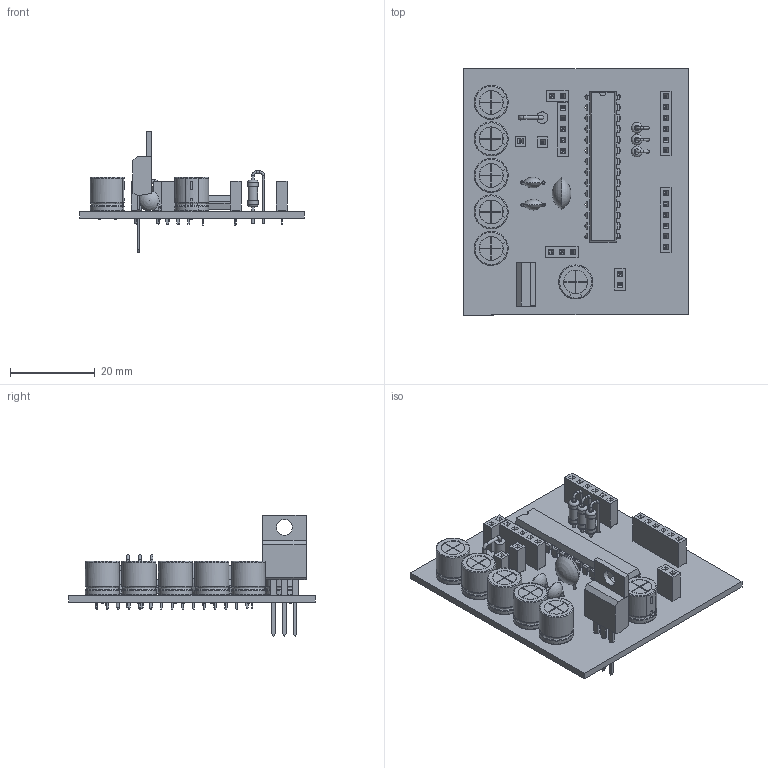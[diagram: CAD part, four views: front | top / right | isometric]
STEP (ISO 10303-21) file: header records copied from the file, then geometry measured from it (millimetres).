
FILE_DESCRIPTION(('KiCad electronic assembly'),'2;1');
FILE_NAME('pcb atmega.step','2024-08-22T15:35:37',('Pcbnew'),('Kicad'), 'Open CASCADE STEP processor 7.6','KiCad to STEP converter','Unknown' );
FILE_SCHEMA(('AUTOMOTIVE_DESIGN { 1 0 10303 214 1 1 1 1 }'));
Length unit declared in the file: millimetre
Products named in the file (26): pcb atmega 1; PinSocket_1x02_P2.54mm_Vertical; PinSocket_1x02_P254mm_Vertical; C_Disc_D4.7mm_W2.5mm_P5.00mm; C_Disc_D47mm_W25mm_P500mm; R_Axial_DIN0207_L6.3mm_D2.5mm_P2.54mm_Vertical; R_Axial_DIN0207_L63mm_D25mm_P254mm_Vertical; PinSocket_1x03_P2.54mm_Vertical; PinSocket_1x03_P254mm_Vertical; PinSocket_1x01_P2.54mm_Vertical; PinSocket_1x01_P254mm_Vertical; PinSocket_1x05_P2.54mm_Vertical; PinSocket_1x05_P254mm_Vertical; PinSocket_1x06_P2.54mm_Vertical; PinSocket_1x06_P254mm_Vertical; D_DO-41_SOD81_P5.08mm_Vertical_AnodeUp; CP_Radial_D8.0mm_P3.80mm; CP_Radial_D80mm_P380mm; C_Disc_D7.5mm_W4.4mm_P5.00mm; C_Disc_D75mm_W44mm_P500mm; DIP-28_W7.62mm; TO-220-3_Vertical; _autosave-pcb atmega_PCB
Assembly tree (36 placements, depth 3):
  pcb atmega 1
    PinSocket_1x02_P2.54mm_Vertical  x2
      PinSocket_1x02_P254mm_Vertical
    C_Disc_D4.7mm_W2.5mm_P5.00mm  x2
      C_Disc_D47mm_W25mm_P500mm
    R_Axial_DIN0207_L6.3mm_D2.5mm_P2.54mm_Vertical  x3
      R_Axial_DIN0207_L63mm_D25mm_P254mm_Vertical
    PinSocket_1x03_P2.54mm_Vertical
      PinSocket_1x03_P254mm_Vertical
    PinSocket_1x01_P2.54mm_Vertical  x2
      PinSocket_1x01_P254mm_Vertical
    PinSocket_1x05_P2.54mm_Vertical
      PinSocket_1x05_P254mm_Vertical
    PinSocket_1x06_P2.54mm_Vertical  x2
      PinSocket_1x06_P254mm_Vertical
    D_DO-41_SOD81_P5.08mm_Vertical_AnodeUp
      D_DO-41_SOD81_P5.08mm_Vertical_AnodeUp
    CP_Radial_D8.0mm_P3.80mm  x6
      CP_Radial_D80mm_P380mm
    C_Disc_D7.5mm_W4.4mm_P5.00mm
      C_Disc_D75mm_W44mm_P500mm
    DIP-28_W7.62mm
      DIP-28_W7.62mm
    TO-220-3_Vertical
      TO-220-3_Vertical
    _autosave-pcb atmega_PCB
Bounding box: 52.8 x 58 x 28.52 mm (x, y, z)
Volume: 9765.6 mm3; surface area: 13282 mm2
Topology: 24 solids, 30 shells, 1927 faces, 4982 edges, 3221 vertices
Faces by surface type: plane 1498, cylinder 269, bspline 88, revolution 40, torus 26, sphere 6
Full cylindrical faces by diameter (mm): 0.5 x22, 0.6 x12, 0.8 x56, 1 x26, 1.1 x5, 2.25 x3, 2.5 x6, 2.7 x2, 2.72 x1, 3.735 x1
Entity records: 50367 total; most frequent: CARTESIAN_POINT 8738, ORIENTED_EDGE 6874, DIRECTION 6346, EDGE_CURVE 3437, LINE 2982, VECTOR 2982, VERTEX_POINT 2223, AXIS2_PLACEMENT_3D 1678
